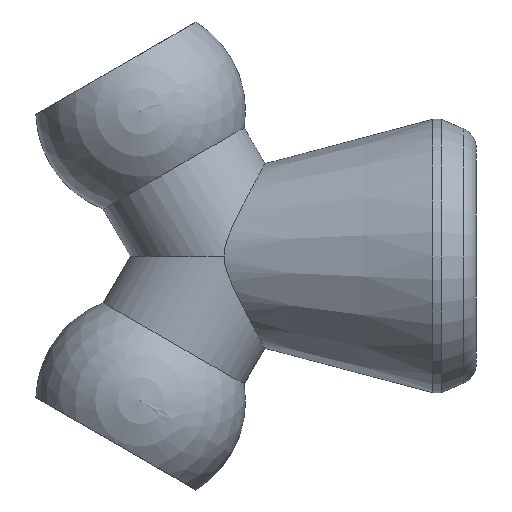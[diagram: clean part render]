
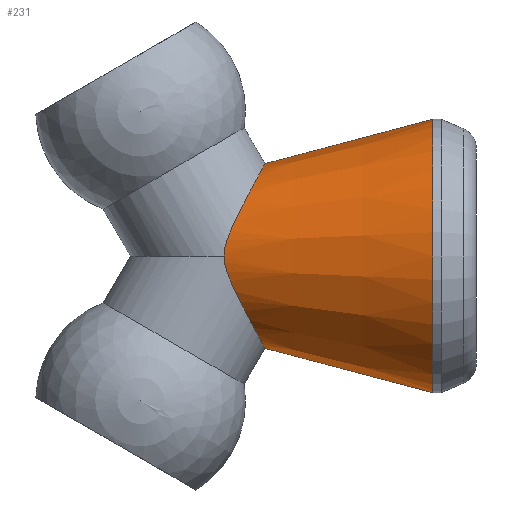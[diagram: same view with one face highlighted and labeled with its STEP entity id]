
A CAD part, front view. The second image highlights one B-rep face of the part: STEP entity #231.
In plain terms, the highlighted conical face has half-angle 14.805 degrees and reference radius 8.191 mm.
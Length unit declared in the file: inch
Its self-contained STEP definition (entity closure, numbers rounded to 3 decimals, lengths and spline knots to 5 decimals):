
#147 = VERTEX_POINT ( 'NONE', #761 ) ;
#174 = VERTEX_POINT ( 'NONE', #848 ) ;
#176 = EDGE_CURVE ( 'NONE', #177, #174, #847, .T. ) ;
#177 = VERTEX_POINT ( 'NONE', #846 ) ;
#191 = EDGE_CURVE ( 'NONE', #177, #205, #864, .T. ) ;
#194 = EDGE_CURVE ( 'NONE', #147, #204, #860, .T. ) ;
#204 = VERTEX_POINT ( 'NONE', #884 ) ;
#205 = VERTEX_POINT ( 'NONE', #883 ) ;
#224 = EDGE_CURVE ( 'NONE', #174, #247, #971, .T. ) ;
#231 = ADVANCED_FACE ( 'NONE', ( #960 ), #959, .T. ) ;
#232 = EDGE_LOOP ( 'NONE', ( #233, #234, #235, #287, #289, #290 ) ) ;
#233 = ORIENTED_EDGE ( 'NONE', *, *, #191, .F. ) ;
#234 = ORIENTED_EDGE ( 'NONE', *, *, #176, .T. ) ;
#235 = ORIENTED_EDGE ( 'NONE', *, *, #224, .T. ) ;
#247 = VERTEX_POINT ( 'NONE', #983 ) ;
#287 = ORIENTED_EDGE ( 'NONE', *, *, #288, .F. ) ;
#288 = EDGE_CURVE ( 'NONE', #147, #247, #1051, .T. ) ;
#289 = ORIENTED_EDGE ( 'NONE', *, *, #194, .T. ) ;
#290 = ORIENTED_EDGE ( 'NONE', *, *, #291, .F. ) ;
#291 = EDGE_CURVE ( 'NONE', #205, #204, #1111, .T. ) ;
#761 = CARTESIAN_POINT ( 'NONE',  ( -0.49844, 0., -0.21781 ) ) ;
#819 = CARTESIAN_POINT ( 'NONE',  ( -0.59439, -0.19185, 0.01512 ) ) ;
#820 = CARTESIAN_POINT ( 'NONE',  ( -0.59305, -0.19167, 0.02189 ) ) ;
#821 = CARTESIAN_POINT ( 'NONE',  ( -0.59114, -0.19131, 0.02843 ) ) ;
#822 = CARTESIAN_POINT ( 'NONE',  ( -0.58678, -0.19013, 0.04131 ) ) ;
#823 = CARTESIAN_POINT ( 'NONE',  ( -0.58434, -0.18931, 0.04763 ) ) ;
#824 = CARTESIAN_POINT ( 'NONE',  ( -0.5766, -0.18607, 0.06636 ) ) ;
#825 = CARTESIAN_POINT ( 'NONE',  ( -0.57095, -0.1829, 0.07847 ) ) ;
#826 = CARTESIAN_POINT ( 'NONE',  ( -0.5597, -0.1745, 0.10172 ) ) ;
#827 = CARTESIAN_POINT ( 'NONE',  ( -0.55404, -0.16927, 0.11295 ) ) ;
#828 = CARTESIAN_POINT ( 'NONE',  ( -0.54293, -0.15651, 0.13459 ) ) ;
#829 = CARTESIAN_POINT ( 'NONE',  ( -0.53762, -0.14915, 0.14473 ) ) ;
#830 = CARTESIAN_POINT ( 'NONE',  ( -0.52762, -0.13234, 0.16366 ) ) ;
#831 = CARTESIAN_POINT ( 'NONE',  ( -0.5229, -0.12278, 0.1725 ) ) ;
#832 = CARTESIAN_POINT ( 'NONE',  ( -0.51456, -0.10202, 0.18804 ) ) ;
#833 = CARTESIAN_POINT ( 'NONE',  ( -0.5109, -0.09075, 0.19483 ) ) ;
#834 = CARTESIAN_POINT ( 'NONE',  ( -0.5048, -0.06644, 0.20609 ) ) ;
#835 = CARTESIAN_POINT ( 'NONE',  ( -0.50246, -0.05376, 0.21041 ) ) ;
#836 = CARTESIAN_POINT ( 'NONE',  ( -0.50006, -0.03392, 0.21482 ) ) ;
#837 = CARTESIAN_POINT ( 'NONE',  ( -0.49945, -0.02712, 0.21595 ) ) ;
#843 = CARTESIAN_POINT ( 'NONE',  ( -0.49864, -0.01356, 0.21744 ) ) ;
#844 = CARTESIAN_POINT ( 'NONE',  ( -0.49844, -0.00678, 0.21781 ) ) ;
#845 = CARTESIAN_POINT ( 'NONE',  ( -0.49844, 0., 0.21781 ) ) ;
#846 = CARTESIAN_POINT ( 'NONE',  ( -0.49844, 0., 0.21781 ) ) ;
#847 = B_SPLINE_CURVE_WITH_KNOTS ( 'NONE', 3,
 ( #845, #844, #843, #837, #836, #835, #834, #833, #832, #831, #830, #829, #828, #827, #826, #825, #824, #823, #822, #821, #820, #819 ),
 .UNSPECIFIED., .F., .F.,
 ( 4, 2, 2, 2, 2, 2, 2, 2, 2, 2, 4 ),
 ( 0.00828, 0.00879, 0.00931, 0.01034, 0.01137, 0.0124, 0.01343, 0.01446, 0.01549, 0.01601, 0.01652 ),
 .UNSPECIFIED. ) ;
#848 = CARTESIAN_POINT ( 'NONE',  ( -0.59439, -0.19185, 0.01512 ) ) ;
#860 = LINE ( 'NONE', #907, #906 ) ;
#861 = DIRECTION ( 'NONE',  ( 0.967, 0., 0.256 ) ) ;
#862 = VECTOR ( 'NONE', #861, 39.37008 ) ;
#863 = CARTESIAN_POINT ( 'NONE',  ( -0.10231, 0., 0.3225 ) ) ;
#864 = LINE ( 'NONE', #863, #862 ) ;
#883 = CARTESIAN_POINT ( 'NONE',  ( -0.10231, 0., 0.3225 ) ) ;
#884 = CARTESIAN_POINT ( 'NONE',  ( -0.10231, 0., -0.3225 ) ) ;
#905 = DIRECTION ( 'NONE',  ( 0.967, 0., -0.256 ) ) ;
#906 = VECTOR ( 'NONE', #905, 39.37008 ) ;
#907 = CARTESIAN_POINT ( 'NONE',  ( -0.10231, 0., -0.3225 ) ) ;
#949 = DIRECTION ( 'NONE',  ( 0., 0., -1. ) ) ;
#950 = DIRECTION ( 'NONE',  ( 1., 0., 0. ) ) ;
#951 = CARTESIAN_POINT ( 'NONE',  ( -0.10231, 0., 0. ) ) ;
#953 = AXIS2_PLACEMENT_3D ( 'NONE', #951, #950, #949 ) ;
#959 = CONICAL_SURFACE ( 'NONE', #953, 0.3225, 0.258 ) ;
#960 = FACE_OUTER_BOUND ( 'NONE', #232, .T. ) ;
#967 = DIRECTION ( 'NONE',  ( 0., 0., -1. ) ) ;
#968 = DIRECTION ( 'NONE',  ( 1., 0., 0. ) ) ;
#969 = CARTESIAN_POINT ( 'NONE',  ( -0.59439, 0., 0. ) ) ;
#970 = AXIS2_PLACEMENT_3D ( 'NONE', #969, #968, #967 ) ;
#971 = CIRCLE ( 'NONE', #970, 0.19245 ) ;
#983 = CARTESIAN_POINT ( 'NONE',  ( -0.59439, -0.19185, -0.01512 ) ) ;
#1045 = CARTESIAN_POINT ( 'NONE',  ( -0.50006, -0.03392, -0.21482 ) ) ;
#1046 = CARTESIAN_POINT ( 'NONE',  ( -0.49945, -0.02712, -0.21595 ) ) ;
#1047 = CARTESIAN_POINT ( 'NONE',  ( -0.49864, -0.01356, -0.21744 ) ) ;
#1048 = CARTESIAN_POINT ( 'NONE',  ( -0.49844, -0.00678, -0.21781 ) ) ;
#1049 = CARTESIAN_POINT ( 'NONE',  ( -0.49844, 0., -0.21781 ) ) ;
#1050 = CARTESIAN_POINT ( 'NONE',  ( -0.10231, 0., 0. ) ) ;
#1051 = B_SPLINE_CURVE_WITH_KNOTS ( 'NONE', 3,
 ( #1049, #1048, #1047, #1046, #1045, #1106, #1105, #1104, #1103, #1102, #1101, #1100, #1099, #1098, #1097, #1096, #1095, #1094, #1093, #1092, #1091, #1090 ),
 .UNSPECIFIED., .F., .F.,
 ( 4, 2, 2, 2, 2, 2, 2, 2, 2, 2, 4 ),
 ( 0.00828, 0.00879, 0.00931, 0.01034, 0.01137, 0.0124, 0.01343, 0.01446, 0.01549, 0.01601, 0.01652 ),
 .UNSPECIFIED. ) ;
#1090 = CARTESIAN_POINT ( 'NONE',  ( -0.59439, -0.19185, -0.01512 ) ) ;
#1091 = CARTESIAN_POINT ( 'NONE',  ( -0.59305, -0.19167, -0.02189 ) ) ;
#1092 = CARTESIAN_POINT ( 'NONE',  ( -0.59114, -0.19131, -0.02843 ) ) ;
#1093 = CARTESIAN_POINT ( 'NONE',  ( -0.58678, -0.19013, -0.04131 ) ) ;
#1094 = CARTESIAN_POINT ( 'NONE',  ( -0.58434, -0.18931, -0.04763 ) ) ;
#1095 = CARTESIAN_POINT ( 'NONE',  ( -0.5766, -0.18607, -0.06636 ) ) ;
#1096 = CARTESIAN_POINT ( 'NONE',  ( -0.57095, -0.1829, -0.07847 ) ) ;
#1097 = CARTESIAN_POINT ( 'NONE',  ( -0.5597, -0.1745, -0.10172 ) ) ;
#1098 = CARTESIAN_POINT ( 'NONE',  ( -0.55404, -0.16927, -0.11295 ) ) ;
#1099 = CARTESIAN_POINT ( 'NONE',  ( -0.54293, -0.15651, -0.13459 ) ) ;
#1100 = CARTESIAN_POINT ( 'NONE',  ( -0.53762, -0.14915, -0.14473 ) ) ;
#1101 = CARTESIAN_POINT ( 'NONE',  ( -0.52762, -0.13234, -0.16366 ) ) ;
#1102 = CARTESIAN_POINT ( 'NONE',  ( -0.5229, -0.12278, -0.1725 ) ) ;
#1103 = CARTESIAN_POINT ( 'NONE',  ( -0.51456, -0.10202, -0.18804 ) ) ;
#1104 = CARTESIAN_POINT ( 'NONE',  ( -0.5109, -0.09075, -0.19483 ) ) ;
#1105 = CARTESIAN_POINT ( 'NONE',  ( -0.5048, -0.06644, -0.20609 ) ) ;
#1106 = CARTESIAN_POINT ( 'NONE',  ( -0.50246, -0.05376, -0.21041 ) ) ;
#1108 = DIRECTION ( 'NONE',  ( 0., 0., -1. ) ) ;
#1109 = DIRECTION ( 'NONE',  ( 1., 0., 0. ) ) ;
#1110 = AXIS2_PLACEMENT_3D ( 'NONE', #1050, #1109, #1108 ) ;
#1111 = CIRCLE ( 'NONE', #1110, 0.3225 ) ;
